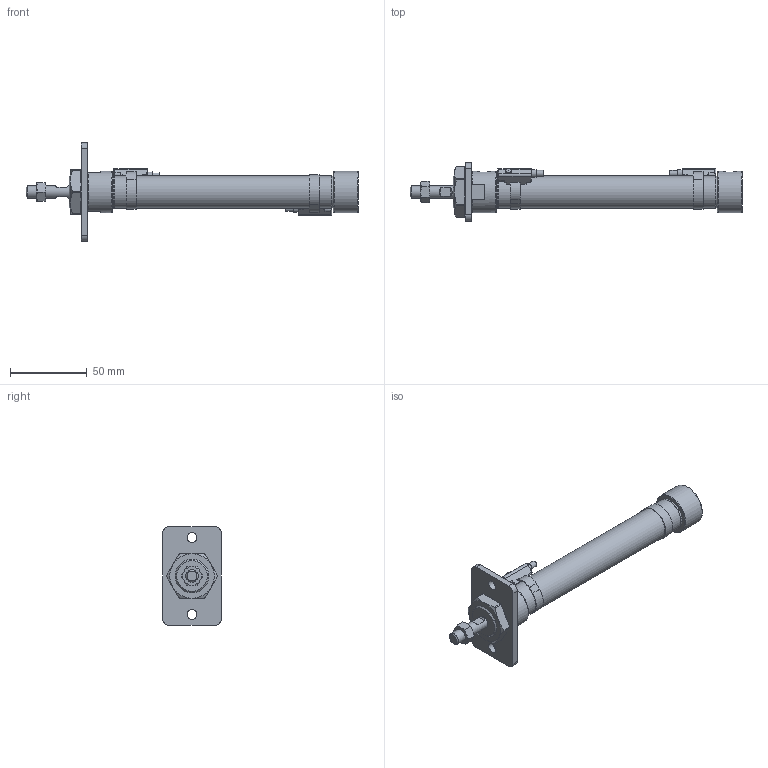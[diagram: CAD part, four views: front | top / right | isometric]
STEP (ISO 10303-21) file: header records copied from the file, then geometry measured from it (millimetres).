
FILE_DESCRIPTION( ( 'STEP AP214' ), '1' );
FILE_NAME( 'MA20x100SUFA_0_+_CS1-MX-2_.stp', ' ', ( ' ' ), ( ' ' ), 'PSStep 15.0.47', 'PARTsolutions', ' ' );
FILE_SCHEMA( ( 'AUTOMOTIVE_DESIGN { 1 0 10303 214 1 1 1 1 }' ) );
Length unit declared in the file: millimetre
Products named in the file (7): MA20x100SUFA(0)+(CS1-MX-2); _20MAUFA100 Body; _20UFAMA100 Rod; _F-MA20FA (20); _20 MA Nut; _20 MA Nut1; _CS1-M-S20
Assembly tree (7 placements, depth 2):
  MA20x100SUFA(0)+(CS1-MX-2)
    _20MAUFA100 Body
    _20UFAMA100 Rod
    _F-MA20FA (20)
    _20 MA Nut
    _20 MA Nut1
    _CS1-M-S20  x2
Bounding box: 216 x 38 x 64 mm (x, y, z)
Volume: 62329.9 mm3; surface area: 41717.7 mm2
Topology: 7 solids, 7 shells, 232 faces, 587 edges, 377 vertices
Faces by surface type: plane 125, cylinder 68, cone 30, torus 7, sphere 2
Full cylindrical faces by diameter (mm): 3.8 x2, 3.9 x2, 4.9 x2, 6.5 x2, 6.647 x1, 8 x2, 8.566 x2, 19.5 x1, 20 x1, 20.376 x1, 21.4 x3, 22 x1, 22.2 x1, 27 x2, 28.4 x1
Entity records: 6520 total; most frequent: CARTESIAN_POINT 1176, DIRECTION 824, ORIENTED_EDGE 736, EDGE_CURVE 368, AXIS2_PLACEMENT_3D 325, VERTEX_POINT 255, EDGE_LOOP 230, FACE_OUTER_BOUND 196
